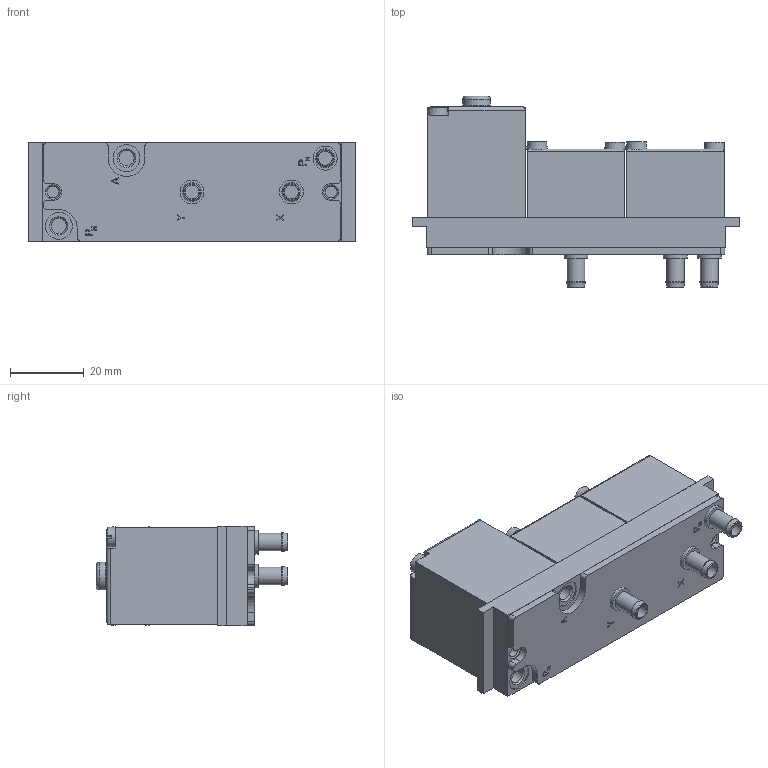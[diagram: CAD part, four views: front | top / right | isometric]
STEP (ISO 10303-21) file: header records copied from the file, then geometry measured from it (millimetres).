
FILE_DESCRIPTION(/* description */ ('STEP AP214'),/* implementation_level */ '2;1');
FILE_NAME(/* name */ '7421_ZK-2-R-M5',/* time_stamp */ '2024-09-18T14:28:56+02:00',/* author */ ('License CC BY-ND 4.0'),/* organization */ ('CADENAS'),/* preprocessor_version */ 'ST-DEVELOPER v19.3',/* originating_system */ 'PARTsolutions',/* authorisation */ ' ');
FILE_SCHEMA (('AUTOMOTIVE_DESIGN {1 0 10303 214 3 1 1}'));
Length unit declared in the file: millimetre
Products named in the file (1): 7421 ZK-2-R-M5
Bounding box: 88.7 x 52 x 27 mm (x, y, z)
Volume: 69229.1 mm3; surface area: 15811.4 mm2
Topology: 1 solids, 4 shells, 276 faces, 659 edges, 421 vertices
Faces by surface type: plane 197, cylinder 55, cone 13, torus 11
Full cylindrical faces by diameter (mm): 3.242 x2, 3.8 x3, 4.134 x2, 4.8 x3, 5 x3, 5.1 x3, 6.5 x3, 7.3 x2, 7.5 x1
Entity records: 9584 total; most frequent: CARTESIAN_POINT 1365, DIRECTION 1300, ORIENTED_EDGE 1208, EDGE_CURVE 604, AXIS2_PLACEMENT_3D 443, LINE 414, VECTOR 414, VERTEX_POINT 412
